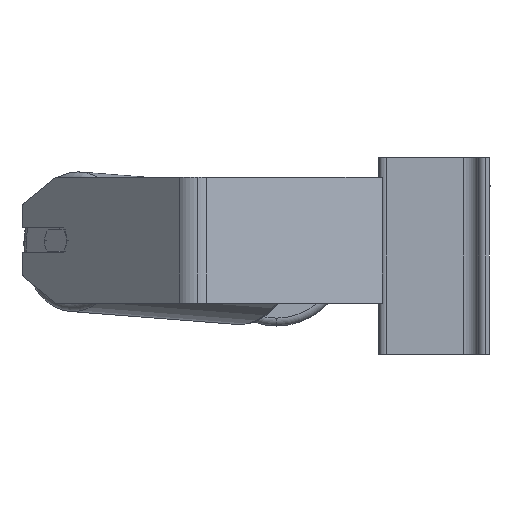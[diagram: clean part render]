
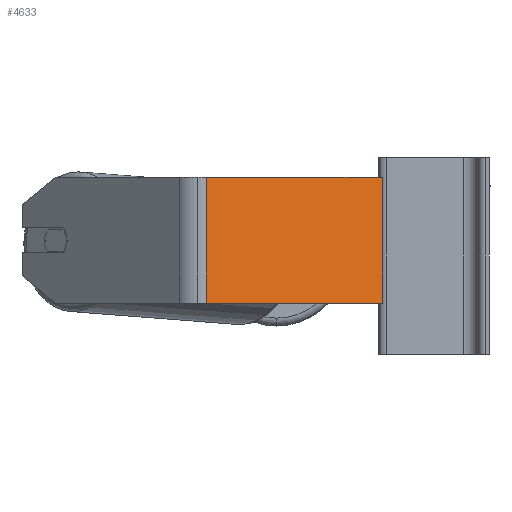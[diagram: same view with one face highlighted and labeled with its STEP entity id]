
A CAD part, left-side view. The second image highlights one B-rep face of the part: STEP entity #4633.
In plain terms, the highlighted planar face has unit normal (-0.94, -0.342, 0).
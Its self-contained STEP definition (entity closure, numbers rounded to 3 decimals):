
#96 = AXIS2_PLACEMENT_3D ( 'NONE', #7574, #2587, #5997 ) ;
#617 = VECTOR ( 'NONE', #10309, 1000. ) ;
#1054 = VERTEX_POINT ( 'NONE', #9337 ) ;
#1194 = CARTESIAN_POINT ( 'NONE',  ( -287.518, 15.948, 50. ) ) ;
#1541 = CARTESIAN_POINT ( 'NONE',  ( -328.188, 127.69, -30. ) ) ;
#2074 = CARTESIAN_POINT ( 'NONE',  ( -287.518, 15.948, -30. ) ) ;
#2132 = EDGE_CURVE ( 'NONE', #9264, #5330, #5692, .T. ) ;
#2453 = EDGE_LOOP ( 'NONE', ( #7719, #2518, #3543, #2905 ) ) ;
#2484 = CARTESIAN_POINT ( 'NONE',  ( -331.675, 137.269, 50. ) ) ;
#2518 = ORIENTED_EDGE ( 'NONE', *, *, #4042, .F. ) ;
#2557 = LINE ( 'NONE', #5974, #10087 ) ;
#2587 = DIRECTION ( 'NONE',  ( 0.94, 0.342, 0. ) ) ;
#2705 = VECTOR ( 'NONE', #4967, 1000. ) ;
#2905 = ORIENTED_EDGE ( 'NONE', *, *, #4391, .T. ) ;
#3543 = ORIENTED_EDGE ( 'NONE', *, *, #7723, .F. ) ;
#4042 = EDGE_CURVE ( 'NONE', #6331, #5330, #9062, .T. ) ;
#4391 = EDGE_CURVE ( 'NONE', #1054, #9264, #2557, .T. ) ;
#4633 = ADVANCED_FACE ( 'NONE', ( #6836 ), #10089, .F. ) ;
#4967 = DIRECTION ( 'NONE',  ( 0.342, -0.94, 0. ) ) ;
#5330 = VERTEX_POINT ( 'NONE', #2074 ) ;
#5692 = LINE ( 'NONE', #6655, #2705 ) ;
#5974 = CARTESIAN_POINT ( 'NONE',  ( -328.188, 127.69, 50. ) ) ;
#5997 = DIRECTION ( 'NONE',  ( -0.342, 0.94, 0. ) ) ;
#6258 = DIRECTION ( 'NONE',  ( 0., 0., -1. ) ) ;
#6331 = VERTEX_POINT ( 'NONE', #1194 ) ;
#6655 = CARTESIAN_POINT ( 'NONE',  ( -331.675, 137.269, -30. ) ) ;
#6836 = FACE_OUTER_BOUND ( 'NONE', #2453, .T. ) ;
#6894 = LINE ( 'NONE', #2484, #617 ) ;
#7574 = CARTESIAN_POINT ( 'NONE',  ( -331.675, 137.269, 50. ) ) ;
#7719 = ORIENTED_EDGE ( 'NONE', *, *, #2132, .T. ) ;
#7723 = EDGE_CURVE ( 'NONE', #1054, #6331, #6894, .T. ) ;
#8941 = CARTESIAN_POINT ( 'NONE',  ( -287.518, 15.948, 50. ) ) ;
#9062 = LINE ( 'NONE', #8941, #10963 ) ;
#9264 = VERTEX_POINT ( 'NONE', #1541 ) ;
#9337 = CARTESIAN_POINT ( 'NONE',  ( -328.188, 127.69, 50. ) ) ;
#10087 = VECTOR ( 'NONE', #10701, 1000. ) ;
#10089 = PLANE ( 'NONE',  #96 ) ;
#10309 = DIRECTION ( 'NONE',  ( 0.342, -0.94, 0. ) ) ;
#10701 = DIRECTION ( 'NONE',  ( 0., 0., -1. ) ) ;
#10963 = VECTOR ( 'NONE', #6258, 1000. ) ;
